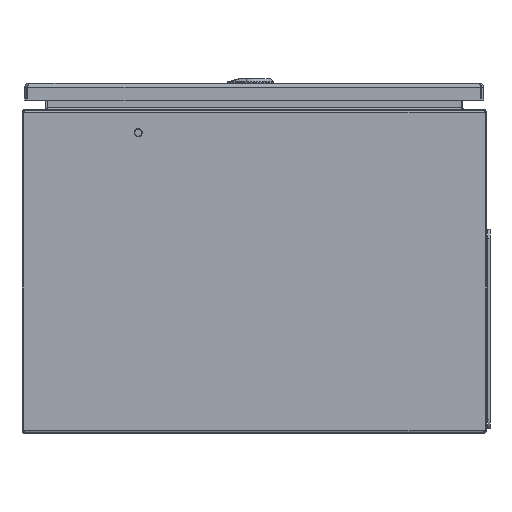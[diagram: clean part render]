
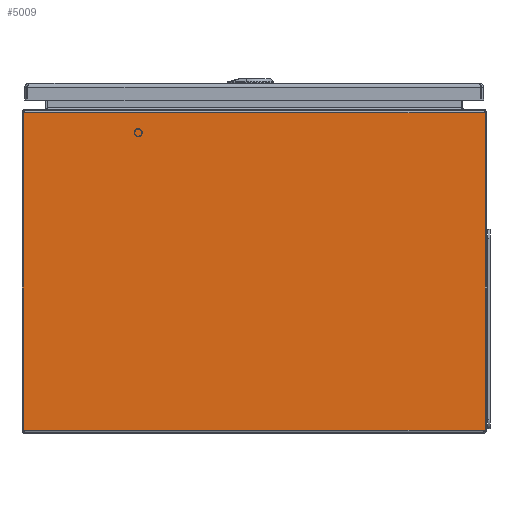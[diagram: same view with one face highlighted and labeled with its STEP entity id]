
A CAD part, left-side view. The second image highlights one B-rep face of the part: STEP entity #5009.
In plain terms, the highlighted planar face has unit normal (-1, 0, 0).
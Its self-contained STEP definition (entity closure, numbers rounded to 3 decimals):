
#3641=PLANE('',#20420);
#5009=ADVANCED_FACE('',(#6237),#3641,.T.);
#6237=FACE_OUTER_BOUND('',#7415,.T.);
#7415=EDGE_LOOP('',(#14125,#14126,#14127,#14128));
#8690=LINE('',#59370,#9903);
#8694=LINE('',#59407,#9907);
#8695=LINE('',#59409,#9908);
#8696=LINE('',#59411,#9909);
#9903=VECTOR('',#24516,1.);
#9907=VECTOR('',#24524,1.);
#9908=VECTOR('',#24527,1.);
#9909=VECTOR('',#24528,1.);
#14125=ORIENTED_EDGE('',*,*,#18150,.F.);
#14126=ORIENTED_EDGE('',*,*,#18151,.F.);
#14127=ORIENTED_EDGE('',*,*,#18152,.F.);
#14128=ORIENTED_EDGE('',*,*,#18145,.T.);
#15943=VERTEX_POINT('',#59338);
#15944=VERTEX_POINT('',#59369);
#15947=VERTEX_POINT('',#59406);
#15948=VERTEX_POINT('',#59410);
#18145=EDGE_CURVE('',#15943,#15944,#8690,.T.);
#18150=EDGE_CURVE('',#15947,#15944,#8694,.T.);
#18151=EDGE_CURVE('',#15948,#15947,#8695,.T.);
#18152=EDGE_CURVE('',#15943,#15948,#8696,.T.);
#20420=AXIS2_PLACEMENT_3D('',#59412,#24529,#24530);
#24516=DIRECTION('',(0.,1.,0.));
#24524=DIRECTION('',(0.,0.,1.));
#24527=DIRECTION('',(0.,1.,0.));
#24528=DIRECTION('',(0.,0.,-1.));
#24529=DIRECTION('',(-1.,0.,0.));
#24530=DIRECTION('',(0.,0.,1.));
#59338=CARTESIAN_POINT('',(-300.,-198.797,276.2));
#59369=CARTESIAN_POINT('',(-300.,198.797,276.2));
#59370=CARTESIAN_POINT('',(-300.,-1384.6,276.2));
#59406=CARTESIAN_POINT('',(-300.,198.797,2.8));
#59407=CARTESIAN_POINT('',(-300.,198.797,0.));
#59409=CARTESIAN_POINT('',(-300.,-1384.6,2.8));
#59410=CARTESIAN_POINT('',(-300.,-198.797,2.8));
#59411=CARTESIAN_POINT('',(-300.,-198.797,0.));
#59412=CARTESIAN_POINT('',(-300.,-1384.6,0.));
